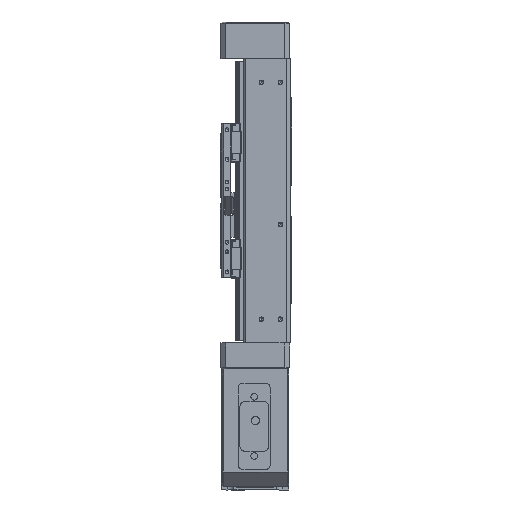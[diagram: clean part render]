
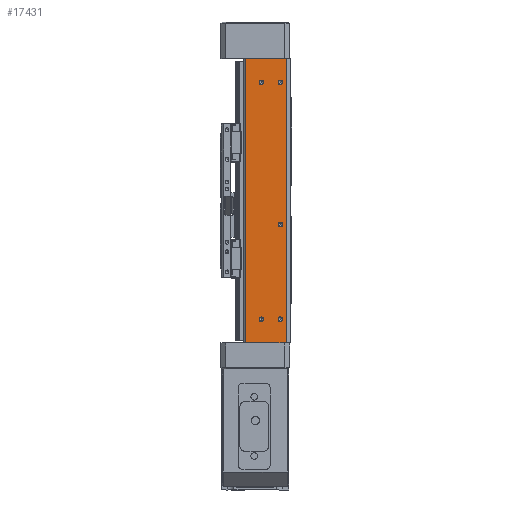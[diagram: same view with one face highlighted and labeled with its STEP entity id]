
A CAD part, left-side view. The second image highlights one B-rep face of the part: STEP entity #17431.
In plain terms, the highlighted planar face has unit normal (-1, 0, 0).
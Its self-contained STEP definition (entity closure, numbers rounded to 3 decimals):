
#331 = CIRCLE ( 'NONE', #25921, 1. ) ;
#518 = ORIENTED_EDGE ( 'NONE', *, *, #33780, .F. ) ;
#647 = CIRCLE ( 'NONE', #36776, 1. ) ;
#998 = ORIENTED_EDGE ( 'NONE', *, *, #19323, .F. ) ;
#1442 = CIRCLE ( 'NONE', #9697, 1. ) ;
#1716 = CARTESIAN_POINT ( 'NONE',  ( 0., -15., 50. ) ) ;
#2158 = DIRECTION ( 'NONE',  ( -1., 0., 0. ) ) ;
#2747 = CARTESIAN_POINT ( 'NONE',  ( 0., -15., 49. ) ) ;
#2833 = DIRECTION ( 'NONE',  ( -1., 0., 0. ) ) ;
#3103 = VECTOR ( 'NONE', #17340, 1000. ) ;
#3934 = AXIS2_PLACEMENT_3D ( 'NONE', #9474, #23153, #38031 ) ;
#3957 = CIRCLE ( 'NONE', #43090, 1. ) ;
#4008 = VERTEX_POINT ( 'NONE', #14456 ) ;
#4402 = CARTESIAN_POINT ( 'NONE',  ( 0., -7., 109. ) ) ;
#4432 = CARTESIAN_POINT ( 'NONE',  ( 0., -15., 111. ) ) ;
#4520 = VECTOR ( 'NONE', #8596, 1000. ) ;
#4860 = DIRECTION ( 'NONE',  ( -1., 0., 0. ) ) ;
#5454 = FACE_BOUND ( 'NONE', #12585, .T. ) ;
#5716 = DIRECTION ( 'NONE',  ( -1., 0., 0. ) ) ;
#5739 = LINE ( 'NONE', #31198, #42944 ) ;
#6531 = LINE ( 'NONE', #10293, #3103 ) ;
#6833 = EDGE_CURVE ( 'NONE', #30058, #45394, #35295, .T. ) ;
#7040 = VERTEX_POINT ( 'NONE', #4432 ) ;
#7555 = EDGE_CURVE ( 'NONE', #36821, #30278, #8129, .T. ) ;
#8129 = LINE ( 'NONE', #36910, #4520 ) ;
#8596 = DIRECTION ( 'NONE',  ( 0., 0., -1. ) ) ;
#9291 = CARTESIAN_POINT ( 'NONE',  ( 0., 0., 120. ) ) ;
#9474 = CARTESIAN_POINT ( 'NONE',  ( 0., -15., 10. ) ) ;
#9693 = VERTEX_POINT ( 'NONE', #23871 ) ;
#9697 = AXIS2_PLACEMENT_3D ( 'NONE', #23810, #2158, #20293 ) ;
#10129 = VECTOR ( 'NONE', #27215, 1000. ) ;
#10293 = CARTESIAN_POINT ( 'NONE',  ( 0., 0., 0. ) ) ;
#10551 = DIRECTION ( 'NONE',  ( 0., 0., 1. ) ) ;
#10615 = CARTESIAN_POINT ( 'NONE',  ( 0., 0., 120. ) ) ;
#11081 = FACE_BOUND ( 'NONE', #35976, .T. ) ;
#11696 = ORIENTED_EDGE ( 'NONE', *, *, #39921, .F. ) ;
#12483 = ORIENTED_EDGE ( 'NONE', *, *, #38084, .F. ) ;
#12544 = VERTEX_POINT ( 'NONE', #39365 ) ;
#12585 = EDGE_LOOP ( 'NONE', ( #12483, #21225 ) ) ;
#12721 = EDGE_CURVE ( 'NONE', #21375, #39519, #42248, .T. ) ;
#13674 = FACE_OUTER_BOUND ( 'NONE', #39250, .T. ) ;
#13697 = CARTESIAN_POINT ( 'NONE',  ( 0., -17.4, 120. ) ) ;
#14003 = CIRCLE ( 'NONE', #40373, 1. ) ;
#14456 = CARTESIAN_POINT ( 'NONE',  ( 0., -7., 11. ) ) ;
#14958 = AXIS2_PLACEMENT_3D ( 'NONE', #20680, #20453, #32026 ) ;
#15042 = CARTESIAN_POINT ( 'NONE',  ( 0., -7., 10. ) ) ;
#16073 = DIRECTION ( 'NONE',  ( 0., 0., 1. ) ) ;
#16266 = EDGE_CURVE ( 'NONE', #33328, #4008, #44755, .T. ) ;
#16271 = FACE_BOUND ( 'NONE', #43013, .T. ) ;
#17340 = DIRECTION ( 'NONE',  ( 0., -1., 0. ) ) ;
#17421 = DIRECTION ( 'NONE',  ( 0., 0., 1. ) ) ;
#17431 = ADVANCED_FACE ( 'NONE', ( #20053, #5454, #19818, #16271, #11081, #13674 ), #32316, .F. ) ;
#17579 = AXIS2_PLACEMENT_3D ( 'NONE', #32960, #28473, #10551 ) ;
#17749 = VERTEX_POINT ( 'NONE', #28930 ) ;
#18129 = ORIENTED_EDGE ( 'NONE', *, *, #38883, .F. ) ;
#18276 = ORIENTED_EDGE ( 'NONE', *, *, #6833, .F. ) ;
#18309 = AXIS2_PLACEMENT_3D ( 'NONE', #21539, #28147, #25753 ) ;
#19323 = EDGE_CURVE ( 'NONE', #39519, #21375, #14003, .T. ) ;
#19763 = CARTESIAN_POINT ( 'NONE',  ( 0., -0.3, 0. ) ) ;
#19818 = FACE_BOUND ( 'NONE', #31284, .T. ) ;
#20053 = FACE_BOUND ( 'NONE', #22739, .T. ) ;
#20293 = DIRECTION ( 'NONE',  ( 0., 0., 1. ) ) ;
#20453 = DIRECTION ( 'NONE',  ( -1., 0., 0. ) ) ;
#20680 = CARTESIAN_POINT ( 'NONE',  ( 0., -7., 110. ) ) ;
#20722 = ORIENTED_EDGE ( 'NONE', *, *, #35832, .T. ) ;
#21225 = ORIENTED_EDGE ( 'NONE', *, *, #16266, .F. ) ;
#21375 = VERTEX_POINT ( 'NONE', #29354 ) ;
#21539 = CARTESIAN_POINT ( 'NONE',  ( 0., -15., 110. ) ) ;
#22739 = EDGE_LOOP ( 'NONE', ( #31315, #998 ) ) ;
#22834 = ORIENTED_EDGE ( 'NONE', *, *, #36552, .F. ) ;
#23153 = DIRECTION ( 'NONE',  ( -1., 0., 0. ) ) ;
#23810 = CARTESIAN_POINT ( 'NONE',  ( 0., -15., 10. ) ) ;
#23871 = CARTESIAN_POINT ( 'NONE',  ( 0., -15., 109. ) ) ;
#25753 = DIRECTION ( 'NONE',  ( 0., 0., 1. ) ) ;
#25851 = CARTESIAN_POINT ( 'NONE',  ( 0., -15., 110. ) ) ;
#25921 = AXIS2_PLACEMENT_3D ( 'NONE', #25851, #2833, #17421 ) ;
#26758 = CARTESIAN_POINT ( 'NONE',  ( 0., -15., 50. ) ) ;
#27167 = DIRECTION ( 'NONE',  ( -1., 0., 0. ) ) ;
#27215 = DIRECTION ( 'NONE',  ( 0., -1., 0. ) ) ;
#27263 = CIRCLE ( 'NONE', #3934, 1. ) ;
#27723 = EDGE_CURVE ( 'NONE', #7040, #9693, #331, .T. ) ;
#28071 = DIRECTION ( 'NONE',  ( 0., 1., 0. ) ) ;
#28147 = DIRECTION ( 'NONE',  ( -1., 0., 0. ) ) ;
#28473 = DIRECTION ( 'NONE',  ( -1., 0., 0. ) ) ;
#28534 = DIRECTION ( 'NONE',  ( 1., 0., 0. ) ) ;
#28913 = ORIENTED_EDGE ( 'NONE', *, *, #31341, .T. ) ;
#28930 = CARTESIAN_POINT ( 'NONE',  ( 0., -17.4, 0. ) ) ;
#29354 = CARTESIAN_POINT ( 'NONE',  ( 0., -15., 51. ) ) ;
#29862 = DIRECTION ( 'NONE',  ( 0., 0., 1. ) ) ;
#30058 = VERTEX_POINT ( 'NONE', #38669 ) ;
#30278 = VERTEX_POINT ( 'NONE', #19763 ) ;
#31169 = DIRECTION ( 'NONE',  ( 0., 0., 1. ) ) ;
#31198 = CARTESIAN_POINT ( 'NONE',  ( 0., -17.4, 120. ) ) ;
#31284 = EDGE_LOOP ( 'NONE', ( #518, #22834 ) ) ;
#31315 = ORIENTED_EDGE ( 'NONE', *, *, #12721, .F. ) ;
#31341 = EDGE_CURVE ( 'NONE', #17749, #34890, #5739, .T. ) ;
#32026 = DIRECTION ( 'NONE',  ( 0., 0., 1. ) ) ;
#32316 = PLANE ( 'NONE',  #35810 ) ;
#32960 = CARTESIAN_POINT ( 'NONE',  ( 0., -7., 10. ) ) ;
#33005 = CARTESIAN_POINT ( 'NONE',  ( 0., -0.3, 120. ) ) ;
#33328 = VERTEX_POINT ( 'NONE', #42043 ) ;
#33780 = EDGE_CURVE ( 'NONE', #12544, #46409, #1442, .T. ) ;
#34250 = CARTESIAN_POINT ( 'NONE',  ( 0., -7., 110. ) ) ;
#34540 = LINE ( 'NONE', #9291, #10129 ) ;
#34890 = VERTEX_POINT ( 'NONE', #13697 ) ;
#35295 = CIRCLE ( 'NONE', #14958, 1. ) ;
#35810 = AXIS2_PLACEMENT_3D ( 'NONE', #10615, #28534, #28071 ) ;
#35832 = EDGE_CURVE ( 'NONE', #30278, #17749, #6531, .T. ) ;
#35976 = EDGE_LOOP ( 'NONE', ( #44788, #18129 ) ) ;
#36256 = AXIS2_PLACEMENT_3D ( 'NONE', #26758, #4860, #29862 ) ;
#36525 = DIRECTION ( 'NONE',  ( 0., 0., 1. ) ) ;
#36552 = EDGE_CURVE ( 'NONE', #46409, #12544, #27263, .T. ) ;
#36776 = AXIS2_PLACEMENT_3D ( 'NONE', #34250, #5716, #31169 ) ;
#36821 = VERTEX_POINT ( 'NONE', #33005 ) ;
#36910 = CARTESIAN_POINT ( 'NONE',  ( 0., -0.3, 120. ) ) ;
#37827 = DIRECTION ( 'NONE',  ( 0., 0., 1. ) ) ;
#38031 = DIRECTION ( 'NONE',  ( 0., 0., 1. ) ) ;
#38084 = EDGE_CURVE ( 'NONE', #4008, #33328, #3957, .T. ) ;
#38639 = CIRCLE ( 'NONE', #18309, 1. ) ;
#38669 = CARTESIAN_POINT ( 'NONE',  ( 0., -7., 111. ) ) ;
#38883 = EDGE_CURVE ( 'NONE', #9693, #7040, #38639, .T. ) ;
#39250 = EDGE_LOOP ( 'NONE', ( #11696, #44716, #20722, #28913 ) ) ;
#39365 = CARTESIAN_POINT ( 'NONE',  ( 0., -15., 11. ) ) ;
#39519 = VERTEX_POINT ( 'NONE', #2747 ) ;
#39580 = DIRECTION ( 'NONE',  ( -1., 0., 0. ) ) ;
#39921 = EDGE_CURVE ( 'NONE', #36821, #34890, #34540, .T. ) ;
#40373 = AXIS2_PLACEMENT_3D ( 'NONE', #1716, #27167, #16073 ) ;
#41364 = ORIENTED_EDGE ( 'NONE', *, *, #45989, .F. ) ;
#41899 = CARTESIAN_POINT ( 'NONE',  ( 0., -15., 9. ) ) ;
#42043 = CARTESIAN_POINT ( 'NONE',  ( 0., -7., 9. ) ) ;
#42248 = CIRCLE ( 'NONE', #36256, 1. ) ;
#42944 = VECTOR ( 'NONE', #37827, 1000. ) ;
#43013 = EDGE_LOOP ( 'NONE', ( #18276, #41364 ) ) ;
#43090 = AXIS2_PLACEMENT_3D ( 'NONE', #15042, #39580, #36525 ) ;
#44716 = ORIENTED_EDGE ( 'NONE', *, *, #7555, .T. ) ;
#44755 = CIRCLE ( 'NONE', #17579, 1. ) ;
#44788 = ORIENTED_EDGE ( 'NONE', *, *, #27723, .F. ) ;
#45394 = VERTEX_POINT ( 'NONE', #4402 ) ;
#45989 = EDGE_CURVE ( 'NONE', #45394, #30058, #647, .T. ) ;
#46409 = VERTEX_POINT ( 'NONE', #41899 ) ;
